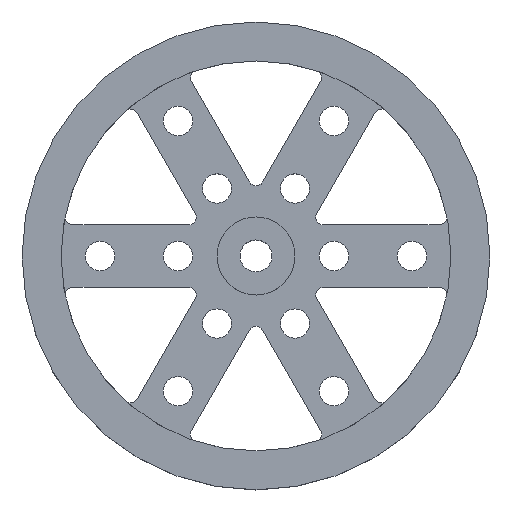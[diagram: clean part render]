
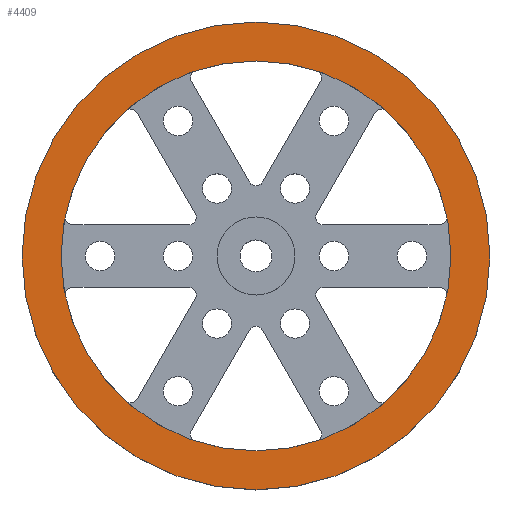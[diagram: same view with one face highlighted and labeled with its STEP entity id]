
A CAD part, top view. The second image highlights one B-rep face of the part: STEP entity #4409.
In plain terms, the highlighted planar face has unit normal (0, 0, 1).
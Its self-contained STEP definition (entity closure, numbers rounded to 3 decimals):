
#111 = CYLINDRICAL_SURFACE('',#112,25.);
#112 = AXIS2_PLACEMENT_3D('',#113,#114,#115);
#113 = CARTESIAN_POINT('',(0.,0.,0.));
#114 = DIRECTION('',(0.,0.,1.));
#115 = DIRECTION('',(1.,0.,0.));
#1608 = CONICAL_SURFACE('',#1609,27.5,0.507);
#1609 = AXIS2_PLACEMENT_3D('',#1610,#1611,#1612);
#1610 = CARTESIAN_POINT('',(0.,0.,4.5));
#1611 = DIRECTION('',(0.,0.,1.));
#1612 = DIRECTION('',(1.,0.,0.));
#1881 = VERTEX_POINT('',#1882);
#1882 = CARTESIAN_POINT('',(25.,0.,9.));
#1903 = EDGE_CURVE('',#1881,#1881,#1904,.T.);
#1904 = SURFACE_CURVE('',#1905,(#1910,#1917),.PCURVE_S1.);
#1905 = CIRCLE('',#1906,25.);
#1906 = AXIS2_PLACEMENT_3D('',#1907,#1908,#1909);
#1907 = CARTESIAN_POINT('',(0.,0.,9.));
#1908 = DIRECTION('',(0.,0.,1.));
#1909 = DIRECTION('',(1.,0.,-0.));
#1910 = PCURVE('',#111,#1911);
#1911 = DEFINITIONAL_REPRESENTATION('',(#1912),#1916);
#1912 = LINE('',#1913,#1914);
#1913 = CARTESIAN_POINT('',(0.,9.));
#1914 = VECTOR('',#1915,1.);
#1915 = DIRECTION('',(1.,0.));
#1916 = ( GEOMETRIC_REPRESENTATION_CONTEXT(2) 
PARAMETRIC_REPRESENTATION_CONTEXT() REPRESENTATION_CONTEXT('2D SPACE',''
  ) );
#1917 = PCURVE('',#1918,#1923);
#1918 = PLANE('',#1919);
#1919 = AXIS2_PLACEMENT_3D('',#1920,#1921,#1922);
#1920 = CARTESIAN_POINT('',(0.,0.,9.));
#1921 = DIRECTION('',(0.,0.,1.));
#1922 = DIRECTION('',(1.,0.,0.));
#1923 = DEFINITIONAL_REPRESENTATION('',(#1924),#1928);
#1924 = CIRCLE('',#1925,25.);
#1925 = AXIS2_PLACEMENT_2D('',#1926,#1927);
#1926 = CARTESIAN_POINT('',(0.,0.));
#1927 = DIRECTION('',(1.,0.));
#1928 = ( GEOMETRIC_REPRESENTATION_CONTEXT(2) 
PARAMETRIC_REPRESENTATION_CONTEXT() REPRESENTATION_CONTEXT('2D SPACE',''
  ) );
#4257 = VERTEX_POINT('',#4258);
#4258 = CARTESIAN_POINT('',(30.,0.,9.));
#4276 = EDGE_CURVE('',#4257,#4257,#4277,.T.);
#4277 = SURFACE_CURVE('',#4278,(#4283,#4290),.PCURVE_S1.);
#4278 = CIRCLE('',#4279,30.);
#4279 = AXIS2_PLACEMENT_3D('',#4280,#4281,#4282);
#4280 = CARTESIAN_POINT('',(0.,0.,9.));
#4281 = DIRECTION('',(0.,0.,1.));
#4282 = DIRECTION('',(1.,0.,0.));
#4283 = PCURVE('',#1608,#4284);
#4284 = DEFINITIONAL_REPRESENTATION('',(#4285),#4289);
#4285 = LINE('',#4286,#4287);
#4286 = CARTESIAN_POINT('',(0.,4.5));
#4287 = VECTOR('',#4288,1.);
#4288 = DIRECTION('',(1.,0.));
#4289 = ( GEOMETRIC_REPRESENTATION_CONTEXT(2) 
PARAMETRIC_REPRESENTATION_CONTEXT() REPRESENTATION_CONTEXT('2D SPACE',''
  ) );
#4290 = PCURVE('',#1918,#4291);
#4291 = DEFINITIONAL_REPRESENTATION('',(#4292),#4296);
#4292 = CIRCLE('',#4293,30.);
#4293 = AXIS2_PLACEMENT_2D('',#4294,#4295);
#4294 = CARTESIAN_POINT('',(0.,0.));
#4295 = DIRECTION('',(1.,0.));
#4296 = ( GEOMETRIC_REPRESENTATION_CONTEXT(2) 
PARAMETRIC_REPRESENTATION_CONTEXT() REPRESENTATION_CONTEXT('2D SPACE',''
  ) );
#4409 = ADVANCED_FACE('',(#4410,#4413),#1918,.T.);
#4410 = FACE_BOUND('',#4411,.T.);
#4411 = EDGE_LOOP('',(#4412));
#4412 = ORIENTED_EDGE('',*,*,#4276,.T.);
#4413 = FACE_BOUND('',#4414,.T.);
#4414 = EDGE_LOOP('',(#4415));
#4415 = ORIENTED_EDGE('',*,*,#1903,.F.);
